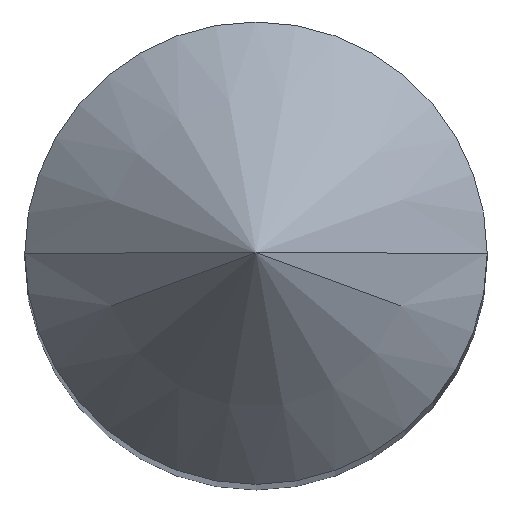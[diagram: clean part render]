
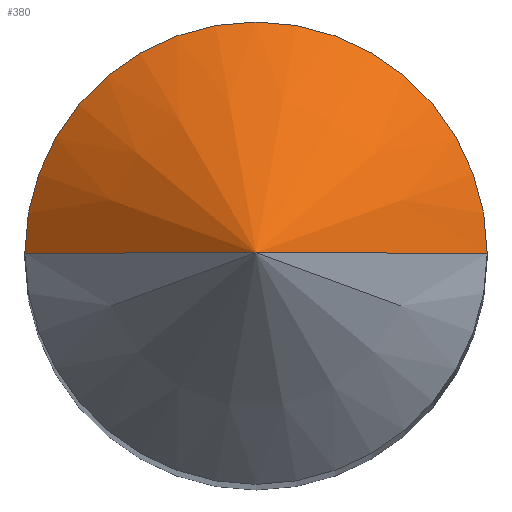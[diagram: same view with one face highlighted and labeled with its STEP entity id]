
A CAD part, top view. The second image highlights one B-rep face of the part: STEP entity #380.
In plain terms, the highlighted conical face has half-angle 45 degrees and reference radius 1.02 mm.
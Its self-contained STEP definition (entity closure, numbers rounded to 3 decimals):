
#103=DIRECTION('',(0.707,0.,0.707));
#104=VECTOR('',#103,2.828);
#105=CARTESIAN_POINT('',(-2.,0.,28.));
#106=LINE('',#105,#104);
#110=DIRECTION('',(-0.707,0.,0.707));
#111=VECTOR('',#110,2.828);
#112=CARTESIAN_POINT('',(2.,0.,28.));
#113=LINE('',#112,#111);
#125=CARTESIAN_POINT('',(0.,0.,28.));
#126=DIRECTION('',(0.,0.,-1.));
#127=DIRECTION('',(-1.,0.,0.));
#128=AXIS2_PLACEMENT_3D('',#125,#126,#127);
#283=CARTESIAN_POINT('',(-2.,0.,28.));
#284=VERTEX_POINT('',#283);
#285=CARTESIAN_POINT('',(2.,0.,28.));
#286=VERTEX_POINT('',#285);
#287=CARTESIAN_POINT('',(0.,0.,30.));
#288=VERTEX_POINT('',#287);
#370=CARTESIAN_POINT('',(0.,0.,28.98));
#371=DIRECTION('',(0.,0.,-1.));
#372=DIRECTION('',(1.,0.,0.));
#373=AXIS2_PLACEMENT_3D('',#370,#371,#372);
#374=CONICAL_SURFACE('',#373,1.02,45.);
#375=ORIENTED_EDGE('',*,*,#362,.F.);
#376=ORIENTED_EDGE('',*,*,#308,.T.);
#377=ORIENTED_EDGE('',*,*,#364,.T.);
#378=EDGE_LOOP('',(#375,#376,#377));
#379=FACE_OUTER_BOUND('',#378,.F.);
#129=CIRCLE('',#128,2.);
#308=EDGE_CURVE('',#284,#286,#129,.T.);
#362=EDGE_CURVE('',#284,#288,#106,.T.);
#364=EDGE_CURVE('',#286,#288,#113,.T.);
#380=ADVANCED_FACE('',(#379),#374,.T.);
